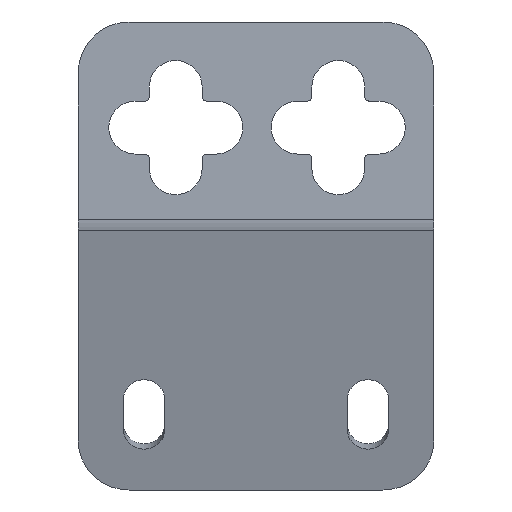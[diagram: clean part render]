
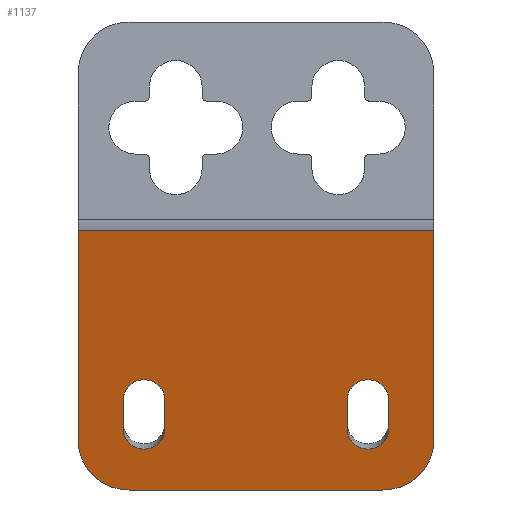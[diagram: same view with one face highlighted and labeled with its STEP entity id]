
A CAD part, front view. The second image highlights one B-rep face of the part: STEP entity #1137.
In plain terms, the highlighted planar face has unit normal (0, -0.966, -0.259).
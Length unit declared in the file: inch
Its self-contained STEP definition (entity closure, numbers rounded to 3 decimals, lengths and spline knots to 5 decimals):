
#5=DIRECTION('',(0.,0.259,-0.966));
#6=VECTOR('',#5,1.07367);
#7=CARTESIAN_POINT('',(-0.875,0.00681,-0.02543));
#8=LINE('',#7,#6);
#209=DIRECTION('',(0.,0.259,-0.966));
#210=VECTOR('',#209,1.07367);
#211=CARTESIAN_POINT('',(0.875,0.00681,-0.02543));
#212=LINE('',#211,#210);
#270=CARTESIAN_POINT('',(0.625,0.2847,-1.06252));
#271=DIRECTION('',(0.,-0.966,-0.259));
#272=DIRECTION('',(0.,0.259,-0.966));
#273=AXIS2_PLACEMENT_3D('',#270,#271,#272);
#275=DIRECTION('',(1.,0.,0.));
#276=VECTOR('',#275,1.25);
#277=CARTESIAN_POINT('',(-0.625,0.34941,-1.304));
#278=LINE('',#277,#276);
#283=CARTESIAN_POINT('',(-0.625,0.2847,-1.06252));
#284=DIRECTION('',(0.,-0.966,-0.259));
#285=DIRECTION('',(-1.,0.,0.));
#286=AXIS2_PLACEMENT_3D('',#283,#284,#285);
#297=DIRECTION('',(0.,-0.259,0.966));
#298=VECTOR('',#297,0.15);
#299=CARTESIAN_POINT('',(-0.653,0.26917,-1.00456));
#300=LINE('',#299,#298);
#301=CARTESIAN_POINT('',(-0.551,0.26917,-1.00456));
#302=DIRECTION('',(0.,0.966,0.259));
#303=DIRECTION('',(1.,0.,0.));
#304=AXIS2_PLACEMENT_3D('',#301,#302,#303);
#306=DIRECTION('',(0.,0.259,-0.966));
#307=VECTOR('',#306,0.15);
#308=CARTESIAN_POINT('',(-0.449,0.23035,-0.85967));
#309=LINE('',#308,#307);
#310=CARTESIAN_POINT('',(-0.551,0.23035,-0.85967));
#311=DIRECTION('',(0.,0.966,0.259));
#312=DIRECTION('',(-1.,0.,0.));
#313=AXIS2_PLACEMENT_3D('',#310,#311,#312);
#315=CARTESIAN_POINT('',(0.551,0.26917,-1.00456));
#316=DIRECTION('',(0.,-0.966,-0.259));
#317=DIRECTION('',(-1.,0.,0.));
#318=AXIS2_PLACEMENT_3D('',#315,#316,#317);
#320=DIRECTION('',(0.,-0.259,0.966));
#321=VECTOR('',#320,0.15);
#322=CARTESIAN_POINT('',(0.653,0.26917,-1.00456));
#323=LINE('',#322,#321);
#324=CARTESIAN_POINT('',(0.551,0.23035,-0.85967));
#325=DIRECTION('',(0.,-0.966,-0.259));
#326=DIRECTION('',(1.,0.,0.));
#327=AXIS2_PLACEMENT_3D('',#324,#325,#326);
#329=DIRECTION('',(0.,0.259,-0.966));
#330=VECTOR('',#329,0.15);
#331=CARTESIAN_POINT('',(0.449,0.23035,-0.85967));
#332=LINE('',#331,#330);
#333=DIRECTION('',(-1.,0.,0.));
#334=VECTOR('',#333,1.75);
#335=CARTESIAN_POINT('',(0.875,0.00681,-0.02543));
#336=LINE('',#335,#334);
#667=CARTESIAN_POINT('',(0.875,0.00681,-0.02543));
#668=CARTESIAN_POINT('',(-0.875,0.00681,-0.02543));
#669=VERTEX_POINT('',#667);
#670=VERTEX_POINT('',#668);
#819=CARTESIAN_POINT('',(0.875,0.2847,-1.06252));
#821=VERTEX_POINT('',#819);
#825=CARTESIAN_POINT('',(0.625,0.34941,-1.304));
#826=VERTEX_POINT('',#825);
#828=CARTESIAN_POINT('',(-0.875,0.2847,-1.06252));
#830=VERTEX_POINT('',#828);
#831=CARTESIAN_POINT('',(-0.625,0.34941,-1.304));
#832=VERTEX_POINT('',#831);
#835=CARTESIAN_POINT('',(-0.653,0.26917,-1.00456));
#836=CARTESIAN_POINT('',(-0.653,0.23035,-0.85967));
#837=VERTEX_POINT('',#835);
#838=VERTEX_POINT('',#836);
#839=CARTESIAN_POINT('',(-0.449,0.23035,-0.85967));
#840=VERTEX_POINT('',#839);
#841=CARTESIAN_POINT('',(-0.449,0.26917,-1.00456));
#842=VERTEX_POINT('',#841);
#851=CARTESIAN_POINT('',(0.449,0.26917,-1.00456));
#852=CARTESIAN_POINT('',(0.653,0.26917,-1.00456));
#853=VERTEX_POINT('',#851);
#854=VERTEX_POINT('',#852);
#855=CARTESIAN_POINT('',(0.653,0.23035,-0.85967));
#856=VERTEX_POINT('',#855);
#857=CARTESIAN_POINT('',(0.449,0.23035,-0.85967));
#858=VERTEX_POINT('',#857);
#1103=CARTESIAN_POINT('',(-0.875,0.,0.));
#1104=DIRECTION('',(0.,-0.966,-0.259));
#1105=DIRECTION('',(0.,0.259,-0.966));
#1106=AXIS2_PLACEMENT_3D('',#1103,#1104,#1105);
#1107=PLANE('',#1106);
#1108=ORIENTED_EDGE('',*,*,#1071,.F.);
#1109=ORIENTED_EDGE('',*,*,#1085,.F.);
#1110=ORIENTED_EDGE('',*,*,#1096,.F.);
#1111=ORIENTED_EDGE('',*,*,#878,.F.);
#1113=ORIENTED_EDGE('',*,*,#1112,.F.);
#1114=ORIENTED_EDGE('',*,*,#1016,.T.);
#1115=EDGE_LOOP('',(#1108,#1109,#1110,#1111,#1113,#1114));
#1116=FACE_OUTER_BOUND('',#1115,.F.);
#1118=ORIENTED_EDGE('',*,*,#1117,.F.);
#1120=ORIENTED_EDGE('',*,*,#1119,.F.);
#1122=ORIENTED_EDGE('',*,*,#1121,.F.);
#1124=ORIENTED_EDGE('',*,*,#1123,.F.);
#1125=EDGE_LOOP('',(#1118,#1120,#1122,#1124));
#1126=FACE_BOUND('',#1125,.F.);
#1128=ORIENTED_EDGE('',*,*,#1127,.T.);
#1130=ORIENTED_EDGE('',*,*,#1129,.T.);
#1132=ORIENTED_EDGE('',*,*,#1131,.T.);
#1134=ORIENTED_EDGE('',*,*,#1133,.T.);
#1135=EDGE_LOOP('',(#1128,#1130,#1132,#1134));
#1136=FACE_BOUND('',#1135,.F.);
#1137=ADVANCED_FACE('',(#1116,#1126,#1136),#1107,.T.);
#274=CIRCLE('',#273,0.25);
#287=CIRCLE('',#286,0.25);
#305=CIRCLE('',#304,0.102);
#314=CIRCLE('',#313,0.102);
#319=CIRCLE('',#318,0.102);
#328=CIRCLE('',#327,0.102);
#878=EDGE_CURVE('',#670,#830,#8,.T.);
#1016=EDGE_CURVE('',#669,#821,#212,.T.);
#1071=EDGE_CURVE('',#826,#821,#274,.T.);
#1085=EDGE_CURVE('',#832,#826,#278,.T.);
#1096=EDGE_CURVE('',#830,#832,#287,.T.);
#1112=EDGE_CURVE('',#669,#670,#336,.T.);
#1117=EDGE_CURVE('',#837,#838,#300,.T.);
#1119=EDGE_CURVE('',#842,#837,#305,.T.);
#1121=EDGE_CURVE('',#840,#842,#309,.T.);
#1123=EDGE_CURVE('',#838,#840,#314,.T.);
#1127=EDGE_CURVE('',#853,#854,#319,.T.);
#1129=EDGE_CURVE('',#854,#856,#323,.T.);
#1131=EDGE_CURVE('',#856,#858,#328,.T.);
#1133=EDGE_CURVE('',#858,#853,#332,.T.);
